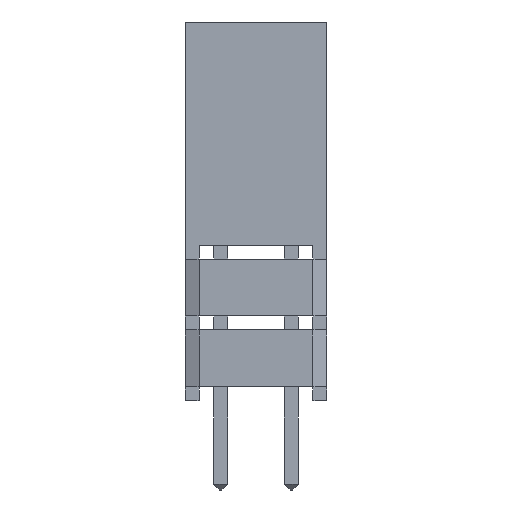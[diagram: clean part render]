
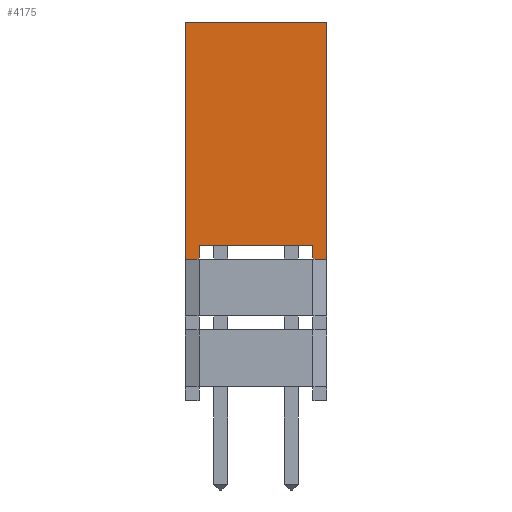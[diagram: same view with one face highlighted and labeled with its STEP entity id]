
A CAD part, left-side view. The second image highlights one B-rep face of the part: STEP entity #4175.
In plain terms, the highlighted planar face has unit normal (-1, 0, 0).
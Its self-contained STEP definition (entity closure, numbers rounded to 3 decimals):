
#2222 = VERTEX_POINT('',#2223);
#2223 = CARTESIAN_POINT('',(-1.27,-0.77,5.08));
#2268 = VERTEX_POINT('',#2269);
#2269 = CARTESIAN_POINT('',(-1.27,-1.27,5.08));
#2275 = EDGE_CURVE('',#2268,#2276,#2278,.T.);
#2276 = VERTEX_POINT('',#2277);
#2277 = CARTESIAN_POINT('',(-1.27,-1.27,13.58));
#2278 = LINE('',#2279,#2280);
#2279 = CARTESIAN_POINT('',(-1.27,-1.27,5.08));
#2280 = VECTOR('',#2281,1.);
#2281 = DIRECTION('',(0.,0.,1.));
#2621 = VERTEX_POINT('',#2622);
#2622 = CARTESIAN_POINT('',(-1.27,3.31,5.08));
#2684 = VERTEX_POINT('',#2685);
#2685 = CARTESIAN_POINT('',(-1.27,3.81,5.08));
#2691 = EDGE_CURVE('',#2684,#2692,#2694,.T.);
#2692 = VERTEX_POINT('',#2693);
#2693 = CARTESIAN_POINT('',(-1.27,3.81,13.58));
#2694 = LINE('',#2695,#2696);
#2695 = CARTESIAN_POINT('',(-1.27,3.81,5.08));
#2696 = VECTOR('',#2697,1.);
#2697 = DIRECTION('',(0.,0.,1.));
#4135 = EDGE_CURVE('',#2268,#2222,#4136,.T.);
#4136 = LINE('',#4137,#4138);
#4137 = CARTESIAN_POINT('',(-1.27,-1.27,5.08));
#4138 = VECTOR('',#4139,1.);
#4139 = DIRECTION('',(0.,1.,0.));
#4175 = ADVANCED_FACE('',(#4176),#4215,.F.);
#4176 = FACE_BOUND('',#4177,.F.);
#4177 = EDGE_LOOP('',(#4178,#4184,#4185,#4186,#4194,#4202,#4208,#4214));
#4178 = ORIENTED_EDGE('',*,*,#4179,.F.);
#4179 = EDGE_CURVE('',#2276,#2692,#4180,.T.);
#4180 = LINE('',#4181,#4182);
#4181 = CARTESIAN_POINT('',(-1.27,-1.27,13.58));
#4182 = VECTOR('',#4183,1.);
#4183 = DIRECTION('',(0.,1.,0.));
#4184 = ORIENTED_EDGE('',*,*,#2275,.F.);
#4185 = ORIENTED_EDGE('',*,*,#4135,.T.);
#4186 = ORIENTED_EDGE('',*,*,#4187,.T.);
#4187 = EDGE_CURVE('',#2222,#4188,#4190,.T.);
#4188 = VERTEX_POINT('',#4189);
#4189 = CARTESIAN_POINT('',(-1.27,-0.77,5.58));
#4190 = LINE('',#4191,#4192);
#4191 = CARTESIAN_POINT('',(-1.27,-0.77,5.08));
#4192 = VECTOR('',#4193,1.);
#4193 = DIRECTION('',(0.,0.,1.));
#4194 = ORIENTED_EDGE('',*,*,#4195,.T.);
#4195 = EDGE_CURVE('',#4188,#4196,#4198,.T.);
#4196 = VERTEX_POINT('',#4197);
#4197 = CARTESIAN_POINT('',(-1.27,3.31,5.58));
#4198 = LINE('',#4199,#4200);
#4199 = CARTESIAN_POINT('',(-1.27,-0.77,5.58));
#4200 = VECTOR('',#4201,1.);
#4201 = DIRECTION('',(0.,1.,0.));
#4202 = ORIENTED_EDGE('',*,*,#4203,.F.);
#4203 = EDGE_CURVE('',#2621,#4196,#4204,.T.);
#4204 = LINE('',#4205,#4206);
#4205 = CARTESIAN_POINT('',(-1.27,3.31,5.08));
#4206 = VECTOR('',#4207,1.);
#4207 = DIRECTION('',(0.,0.,1.));
#4208 = ORIENTED_EDGE('',*,*,#4209,.T.);
#4209 = EDGE_CURVE('',#2621,#2684,#4210,.T.);
#4210 = LINE('',#4211,#4212);
#4211 = CARTESIAN_POINT('',(-1.27,-1.27,5.08));
#4212 = VECTOR('',#4213,1.);
#4213 = DIRECTION('',(0.,1.,0.));
#4214 = ORIENTED_EDGE('',*,*,#2691,.T.);
#4215 = PLANE('',#4216);
#4216 = AXIS2_PLACEMENT_3D('',#4217,#4218,#4219);
#4217 = CARTESIAN_POINT('',(-1.27,-1.27,5.08));
#4218 = DIRECTION('',(1.,0.,0.));
#4219 = DIRECTION('',(0.,0.,1.));
